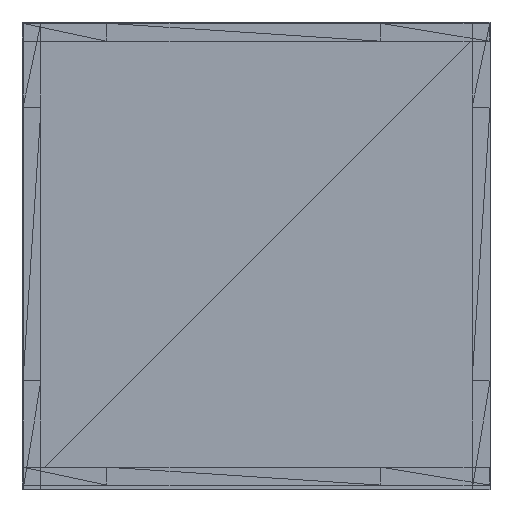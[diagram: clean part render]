
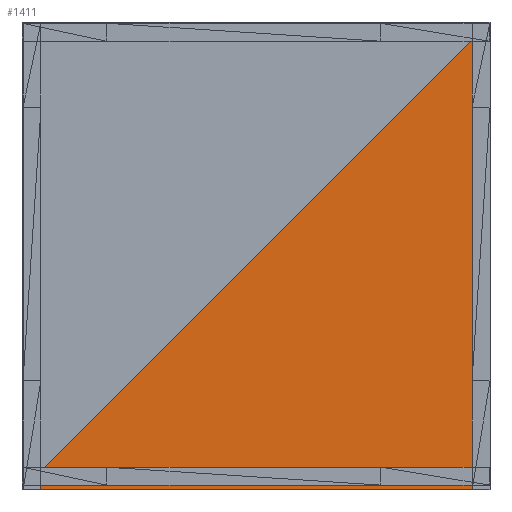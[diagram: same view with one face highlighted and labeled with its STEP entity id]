
A CAD part, top view. The second image highlights one B-rep face of the part: STEP entity #1411.
In plain terms, the highlighted planar face has unit normal (0, 0, 1).
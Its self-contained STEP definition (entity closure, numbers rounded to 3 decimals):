
#1411 = ADVANCED_FACE('',(#1412),#1438,.T.);
#1412 = FACE_BOUND('',#1413,.T.);
#1413 = EDGE_LOOP('',(#1414,#1424,#1432));
#1414 = ORIENTED_EDGE('',*,*,#1415,.T.);
#1415 = EDGE_CURVE('',#1416,#1418,#1420,.T.);
#1416 = VERTEX_POINT('',#1417);
#1417 = CARTESIAN_POINT('',(0.065,-0.065,
    0.004));
#1418 = VERTEX_POINT('',#1419);
#1419 = CARTESIAN_POINT('',(0.065,0.065,
    0.004));
#1420 = LINE('',#1421,#1422);
#1421 = CARTESIAN_POINT('',(0.065,-0.065,
    0.004));
#1422 = VECTOR('',#1423,1.);
#1423 = DIRECTION('',(0.,1.,0.));
#1424 = ORIENTED_EDGE('',*,*,#1425,.F.);
#1425 = EDGE_CURVE('',#1426,#1418,#1428,.T.);
#1426 = VERTEX_POINT('',#1427);
#1427 = CARTESIAN_POINT('',(-0.065,-0.065,
    0.004));
#1428 = LINE('',#1429,#1430);
#1429 = CARTESIAN_POINT('',(-0.065,-0.065,
    0.004));
#1430 = VECTOR('',#1431,1.);
#1431 = DIRECTION('',(0.707,0.707,0.)
  );
#1432 = ORIENTED_EDGE('',*,*,#1433,.T.);
#1433 = EDGE_CURVE('',#1426,#1416,#1434,.T.);
#1434 = LINE('',#1435,#1436);
#1435 = CARTESIAN_POINT('',(-0.065,-0.065,
    0.004));
#1436 = VECTOR('',#1437,1.);
#1437 = DIRECTION('',(1.,0.,0.));
#1438 = PLANE('',#1439);
#1439 = AXIS2_PLACEMENT_3D('',#1440,#1441,#1442);
#1440 = CARTESIAN_POINT('',(0.019,-0.019,
    0.004));
#1441 = DIRECTION('',(0.,0.,1.));
#1442 = DIRECTION('',(1.,0.,0.));
